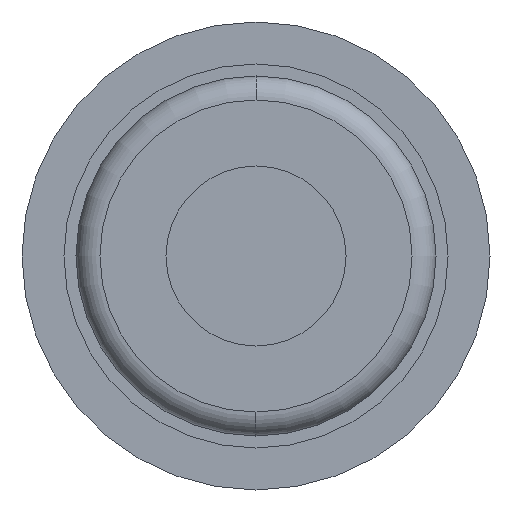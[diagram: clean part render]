
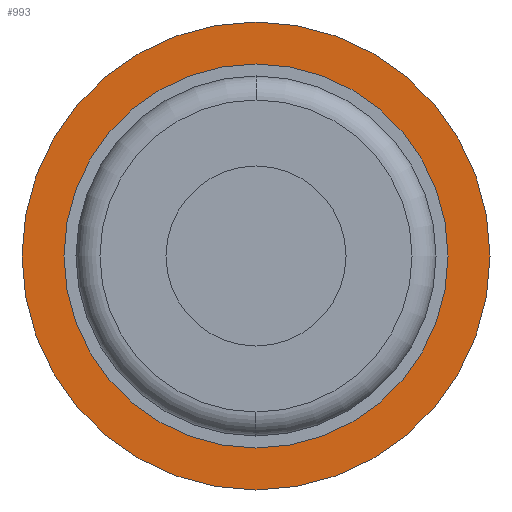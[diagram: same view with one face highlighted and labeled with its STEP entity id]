
A CAD part, front view. The second image highlights one B-rep face of the part: STEP entity #993.
In plain terms, the highlighted planar face has unit normal (0, -1, 0).
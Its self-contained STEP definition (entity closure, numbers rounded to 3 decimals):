
#106 = CIRCLE ( 'NONE', #1326, 16. ) ;
#292 = FACE_BOUND ( 'NONE', #1008, .T. ) ;
#315 = CARTESIAN_POINT ( 'NONE',  ( 0., 0., -19.5 ) ) ;
#392 = DIRECTION ( 'NONE',  ( 0., 0., 1. ) ) ;
#406 = CARTESIAN_POINT ( 'NONE',  ( 0., 0., 0. ) ) ;
#407 = ORIENTED_EDGE ( 'NONE', *, *, #1749, .T. ) ;
#472 = EDGE_CURVE ( 'NONE', #2983, #2616, #679, .T. ) ;
#554 = DIRECTION ( 'NONE',  ( 0., -1., 0. ) ) ;
#651 = ORIENTED_EDGE ( 'NONE', *, *, #2860, .F. ) ;
#679 = CIRCLE ( 'NONE', #1278, 19.5 ) ;
#780 = CARTESIAN_POINT ( 'NONE',  ( 0., 0., 0. ) ) ;
#792 = DIRECTION ( 'NONE',  ( 0., -1., 0. ) ) ;
#966 = DIRECTION ( 'NONE',  ( 0., 0., 1. ) ) ;
#993 = ADVANCED_FACE ( 'NONE', ( #2725, #292 ), #1033, .T. ) ;
#1008 = EDGE_LOOP ( 'NONE', ( #1609, #651 ) ) ;
#1033 = PLANE ( 'NONE',  #1843 ) ;
#1080 = CIRCLE ( 'NONE', #2608, 16. ) ;
#1137 = CARTESIAN_POINT ( 'NONE',  ( 0., 0., 16. ) ) ;
#1204 = VERTEX_POINT ( 'NONE', #2282 ) ;
#1230 = CIRCLE ( 'NONE', #1643, 19.5 ) ;
#1243 = CARTESIAN_POINT ( 'NONE',  ( 0., 0., 0. ) ) ;
#1260 = EDGE_CURVE ( 'NONE', #2440, #1204, #1080, .T. ) ;
#1278 = AXIS2_PLACEMENT_3D ( 'NONE', #1243, #2924, #966 ) ;
#1322 = DIRECTION ( 'NONE',  ( 0., -1., 0. ) ) ;
#1326 = AXIS2_PLACEMENT_3D ( 'NONE', #2757, #1322, #1785 ) ;
#1579 = DIRECTION ( 'NONE',  ( 0., 0., -1. ) ) ;
#1609 = ORIENTED_EDGE ( 'NONE', *, *, #1260, .F. ) ;
#1643 = AXIS2_PLACEMENT_3D ( 'NONE', #406, #3037, #392 ) ;
#1749 = EDGE_CURVE ( 'NONE', #2616, #2983, #1230, .T. ) ;
#1766 = DIRECTION ( 'NONE',  ( 1., 0., 0. ) ) ;
#1785 = DIRECTION ( 'NONE',  ( 0., 0., -1. ) ) ;
#1843 = AXIS2_PLACEMENT_3D ( 'NONE', #2970, #792, #1766 ) ;
#2042 = CARTESIAN_POINT ( 'NONE',  ( 0., 0., 19.5 ) ) ;
#2199 = ORIENTED_EDGE ( 'NONE', *, *, #472, .T. ) ;
#2282 = CARTESIAN_POINT ( 'NONE',  ( 0., 0., -16. ) ) ;
#2440 = VERTEX_POINT ( 'NONE', #1137 ) ;
#2608 = AXIS2_PLACEMENT_3D ( 'NONE', #780, #554, #1579 ) ;
#2616 = VERTEX_POINT ( 'NONE', #315 ) ;
#2725 = FACE_OUTER_BOUND ( 'NONE', #2900, .T. ) ;
#2757 = CARTESIAN_POINT ( 'NONE',  ( 0., 0., 0. ) ) ;
#2860 = EDGE_CURVE ( 'NONE', #1204, #2440, #106, .T. ) ;
#2900 = EDGE_LOOP ( 'NONE', ( #2199, #407 ) ) ;
#2924 = DIRECTION ( 'NONE',  ( 0., -1., 0. ) ) ;
#2970 = CARTESIAN_POINT ( 'NONE',  ( -19.862, 0., -19.5 ) ) ;
#2983 = VERTEX_POINT ( 'NONE', #2042 ) ;
#3037 = DIRECTION ( 'NONE',  ( 0., -1., 0. ) ) ;
